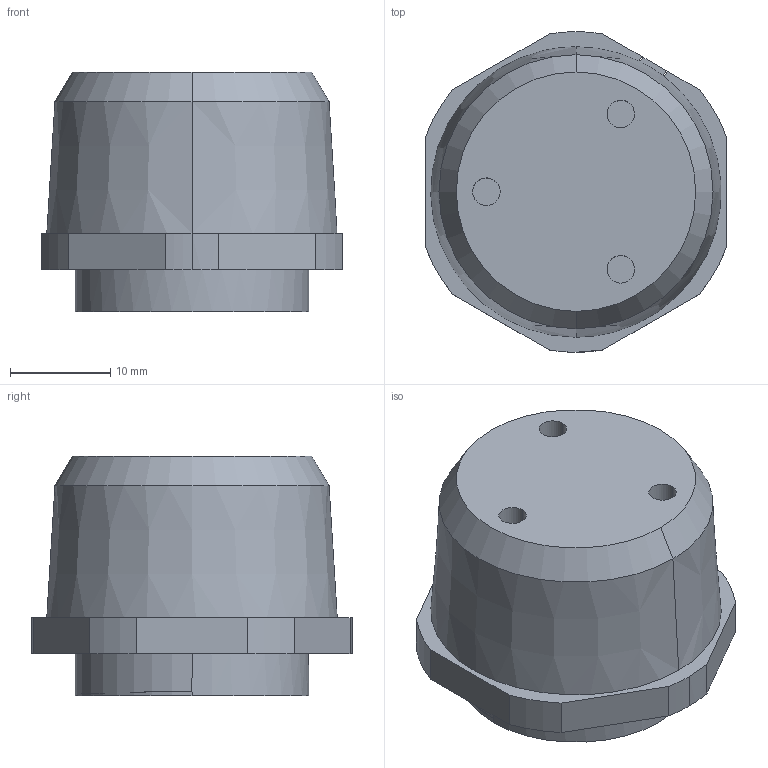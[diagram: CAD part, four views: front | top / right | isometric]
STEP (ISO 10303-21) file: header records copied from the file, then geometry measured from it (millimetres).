
FILE_DESCRIPTION(('CATIA V5R24 STEP','CAx-IF Rec.Pracs.--- Model Styling and Organization---1.2---2011-12-15'),'2;1');
FILE_NAME ('D1454873_0_1719740000_1719740000.stp','2018-06-04T05:21:09+00:00',('none'),('Weidmueller'),'CATIA Version 5-6 Release 2014 SP4 HF52','CATIA V5 STEP AP214','none');
FILE_SCHEMA(('AUTOMOTIVE_DESIGN { 1 0 10303 214 1 1 1 1 }'));
Length unit declared in the file: millimetre
Products named in the file (1): 1719740000_EWS_M_25X1-5
Bounding box: 30 x 32 x 23.96 mm (x, y, z)
Volume: 11802.3 mm3; surface area: 4637 mm2
Topology: 1 solids, 1 shells, 70 faces, 174 edges, 113 vertices
Faces by surface type: plane 37, cylinder 23, cone 7, bspline 3
Entity records: 2380 total; most frequent: CARTESIAN_POINT 689, ORIENTED_EDGE 348, DIRECTION 274, EDGE_CURVE 174, VERTEX_POINT 113, AXIS2_PLACEMENT_3D 112, VECTOR 100, LINE 100
